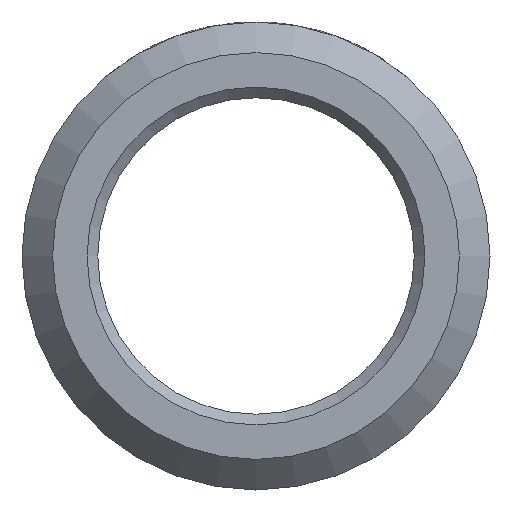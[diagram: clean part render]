
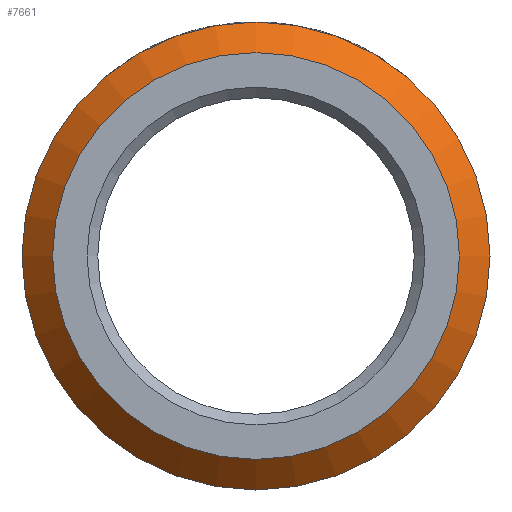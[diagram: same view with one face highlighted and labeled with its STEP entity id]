
A CAD part, left-side view. The second image highlights one B-rep face of the part: STEP entity #7661.
In plain terms, the highlighted conical face has half-angle 45 degrees and reference radius 6.58 mm.
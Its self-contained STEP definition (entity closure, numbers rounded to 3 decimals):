
#649 = AXIS2_PLACEMENT_3D ( 'NONE', #1796, #5287, #3627 ) ;
#780 = CARTESIAN_POINT ( 'NONE',  ( 0.86, 0., 0. ) ) ;
#1523 = DIRECTION ( 'NONE',  ( 1., 0., 0. ) ) ;
#1547 = ORIENTED_EDGE ( 'NONE', *, *, #8721, .F. ) ;
#1608 = FACE_BOUND ( 'NONE', #2585, .T. ) ;
#1658 = EDGE_LOOP ( 'NONE', ( #9918 ) ) ;
#1716 = CIRCLE ( 'NONE', #649, 6.58 ) ;
#1796 = CARTESIAN_POINT ( 'NONE',  ( 0.86, 0., 0. ) ) ;
#2585 = EDGE_LOOP ( 'NONE', ( #1547 ) ) ;
#3264 = VERTEX_POINT ( 'NONE', #3721 ) ;
#3627 = DIRECTION ( 'NONE',  ( 0., 0., 1. ) ) ;
#3721 = CARTESIAN_POINT ( 'NONE',  ( 0., 0., 5.72 ) ) ;
#4091 = DIRECTION ( 'NONE',  ( 0., 0., -1. ) ) ;
#5055 = CIRCLE ( 'NONE', #7166, 5.72 ) ;
#5069 = CONICAL_SURFACE ( 'NONE', #9241, 6.58, 0.785 ) ;
#5281 = EDGE_CURVE ( 'NONE', #6712, #6712, #1716, .T. ) ;
#5287 = DIRECTION ( 'NONE',  ( -1., 0., 0. ) ) ;
#6712 = VERTEX_POINT ( 'NONE', #6990 ) ;
#6778 = CARTESIAN_POINT ( 'NONE',  ( 0., 0., 0. ) ) ;
#6990 = CARTESIAN_POINT ( 'NONE',  ( 0.86, 0., 6.58 ) ) ;
#7062 = FACE_OUTER_BOUND ( 'NONE', #1658, .T. ) ;
#7166 = AXIS2_PLACEMENT_3D ( 'NONE', #6778, #8485, #10934 ) ;
#7661 = ADVANCED_FACE ( 'NONE', ( #1608, #7062 ), #5069, .T. ) ;
#8485 = DIRECTION ( 'NONE',  ( -1., 0., 0. ) ) ;
#8721 = EDGE_CURVE ( 'NONE', #3264, #3264, #5055, .T. ) ;
#9241 = AXIS2_PLACEMENT_3D ( 'NONE', #780, #1523, #4091 ) ;
#9918 = ORIENTED_EDGE ( 'NONE', *, *, #5281, .T. ) ;
#10934 = DIRECTION ( 'NONE',  ( 0., 0., 1. ) ) ;
